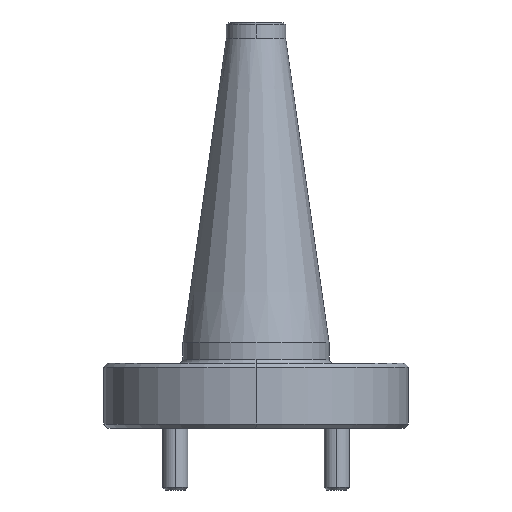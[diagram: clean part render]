
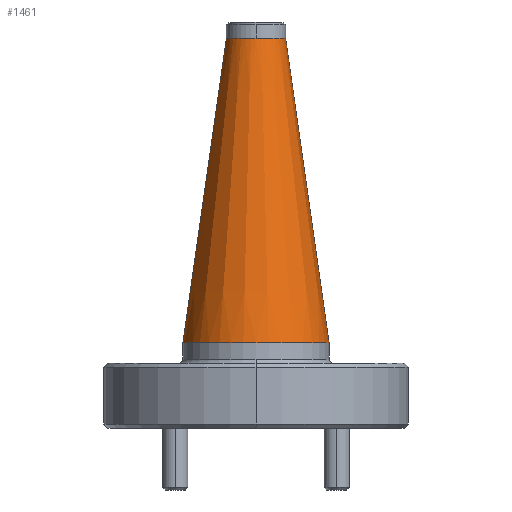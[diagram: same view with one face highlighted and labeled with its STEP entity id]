
A CAD part, left-side view. The second image highlights one B-rep face of the part: STEP entity #1461.
In plain terms, the highlighted conical face has half-angle 8.108 degrees and reference radius 4.572 mm.
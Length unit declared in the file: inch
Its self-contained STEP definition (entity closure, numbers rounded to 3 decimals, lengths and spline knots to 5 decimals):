
#6 = VERTEX_POINT ( 'NONE', #2397 ) ;
#27 = VERTEX_POINT ( 'NONE', #2204 ) ;
#64 = AXIS2_PLACEMENT_3D ( 'NONE', #979, #1400, #1594 ) ;
#66 = EDGE_CURVE ( 'NONE', #730, #27, #472, .T. ) ;
#72 = LINE ( 'NONE', #2039, #1689 ) ;
#138 = VERTEX_POINT ( 'NONE', #660 ) ;
#147 = ORIENTED_EDGE ( 'NONE', *, *, #1691, .T. ) ;
#185 = CIRCLE ( 'NONE', #2202, 0.18 ) ;
#209 = ORIENTED_EDGE ( 'NONE', *, *, #2118, .F. ) ;
#222 = DIRECTION ( 'NONE',  ( 0., -0.141, -0.99 ) ) ;
#261 = CIRCLE ( 'NONE', #64, 0.07315 ) ;
#449 = CARTESIAN_POINT ( 'NONE',  ( -2.09729, -0.12269, 0.77778 ) ) ;
#472 = LINE ( 'NONE', #1840, #685 ) ;
#493 = DIRECTION ( 'NONE',  ( 0., -1., 0. ) ) ;
#569 = CARTESIAN_POINT ( 'NONE',  ( -2.09729, 0.05731, 0.77778 ) ) ;
#660 = CARTESIAN_POINT ( 'NONE',  ( -2.09729, -0.01584, 1.52778 ) ) ;
#673 = FACE_OUTER_BOUND ( 'NONE', #1367, .T. ) ;
#685 = VECTOR ( 'NONE', #1852, 39.37008 ) ;
#730 = VERTEX_POINT ( 'NONE', #1303 ) ;
#979 = CARTESIAN_POINT ( 'NONE',  ( -2.09729, 0.05731, 1.52778 ) ) ;
#1082 = ORIENTED_EDGE ( 'NONE', *, *, #66, .T. ) ;
#1258 = ORIENTED_EDGE ( 'NONE', *, *, #1884, .F. ) ;
#1303 = CARTESIAN_POINT ( 'NONE',  ( -2.09729, 0.13045, 1.52778 ) ) ;
#1367 = EDGE_LOOP ( 'NONE', ( #2077, #1258, #209, #1082, #147 ) ) ;
#1400 = DIRECTION ( 'NONE',  ( 0., 0., 1. ) ) ;
#1461 = ADVANCED_FACE ( 'NONE', ( #673 ), #2404, .T. ) ;
#1594 = DIRECTION ( 'NONE',  ( 0., -1., 0. ) ) ;
#1605 = DIRECTION ( 'NONE',  ( 0., -1., 0. ) ) ;
#1689 = VECTOR ( 'NONE', #222, 39.37008 ) ;
#1691 = EDGE_CURVE ( 'NONE', #27, #2297, #185, .T. ) ;
#1693 = CIRCLE ( 'NONE', #2342, 0.07315 ) ;
#1694 = CARTESIAN_POINT ( 'NONE',  ( -2.09729, 0.05731, 1.52778 ) ) ;
#1840 = CARTESIAN_POINT ( 'NONE',  ( -2.09729, 0.23731, 0.77778 ) ) ;
#1852 = DIRECTION ( 'NONE',  ( 0., 0.141, -0.99 ) ) ;
#1884 = EDGE_CURVE ( 'NONE', #6, #138, #1693, .T. ) ;
#1929 = CARTESIAN_POINT ( 'NONE',  ( -2.09729, 0.05731, 0.77778 ) ) ;
#1967 = AXIS2_PLACEMENT_3D ( 'NONE', #1929, #2093, #2294 ) ;
#2039 = CARTESIAN_POINT ( 'NONE',  ( -2.09729, -0.12269, 0.77778 ) ) ;
#2077 = ORIENTED_EDGE ( 'NONE', *, *, #2585, .F. ) ;
#2093 = DIRECTION ( 'NONE',  ( 0., 0., -1. ) ) ;
#2118 = EDGE_CURVE ( 'NONE', #730, #6, #261, .T. ) ;
#2202 = AXIS2_PLACEMENT_3D ( 'NONE', #569, #2406, #1605 ) ;
#2204 = CARTESIAN_POINT ( 'NONE',  ( -2.09729, 0.23731, 0.77778 ) ) ;
#2294 = DIRECTION ( 'NONE',  ( 0., 1., 0. ) ) ;
#2297 = VERTEX_POINT ( 'NONE', #449 ) ;
#2342 = AXIS2_PLACEMENT_3D ( 'NONE', #1694, #2517, #493 ) ;
#2397 = CARTESIAN_POINT ( 'NONE',  ( -2.17044, 0.05731, 1.52778 ) ) ;
#2404 = CONICAL_SURFACE ( 'NONE', #1967, 0.18, 0.142 ) ;
#2406 = DIRECTION ( 'NONE',  ( 0., 0., 1. ) ) ;
#2517 = DIRECTION ( 'NONE',  ( 0., 0., 1. ) ) ;
#2585 = EDGE_CURVE ( 'NONE', #138, #2297, #72, .T. ) ;
